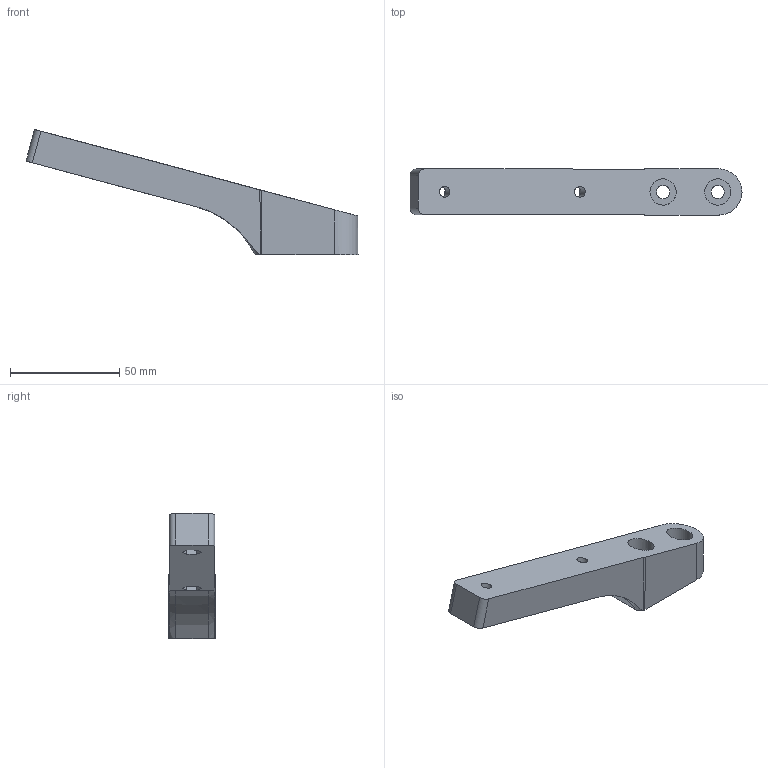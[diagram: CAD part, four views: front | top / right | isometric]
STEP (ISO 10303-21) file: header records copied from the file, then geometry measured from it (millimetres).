
FILE_DESCRIPTION(/* description */ (''),/* implementation_level */ '2;1');
FILE_NAME(/* name */ 'Bottle Mount v1.step',/* time_stamp */ '2025-05-14T09:38:20-04:00',/* author */ (''),/* organization */ (''),/* preprocessor_version */ 'ST-DEVELOPER v20.1',/* originating_system */ 'Autodesk Translation Framework v14.4.0.0',/* authorisation */ '');
FILE_SCHEMA (('AUTOMOTIVE_DESIGN { 1 0 10303 214 3 1 1 }'));
Length unit declared in the file: millimetre
Products named in the file (1): Bottle
Bounding box: 151.71 x 21.09 x 57.2 mm (x, y, z)
Volume: 53967.4 mm3; surface area: 14435.9 mm2
Topology: 1 solids, 1 shells, 39 faces, 99 edges, 66 vertices
Faces by surface type: plane 24, cylinder 12, bspline 3
Full cylindrical faces by diameter (mm): 5 x2, 6 x2, 12 x2
Entity records: 1349 total; most frequent: CARTESIAN_POINT 355, ORIENTED_EDGE 198, DIRECTION 192, EDGE_CURVE 99, VERTEX_POINT 66, AXIS2_PLACEMENT_3D 65, LINE 62, VECTOR 62
